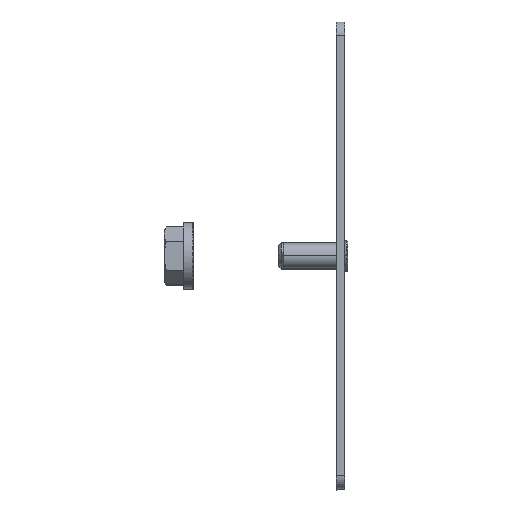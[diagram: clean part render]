
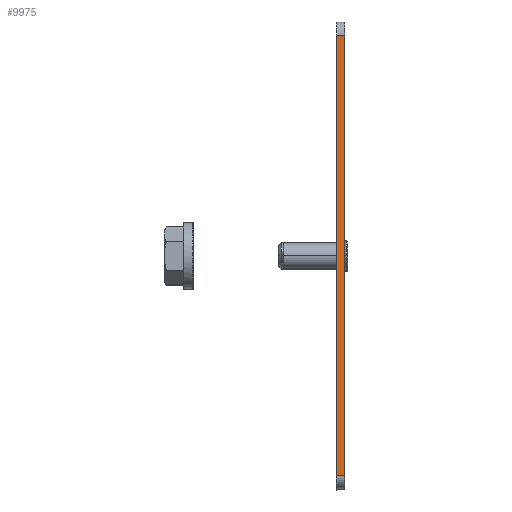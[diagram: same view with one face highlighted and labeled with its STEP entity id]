
A CAD part, top view. The second image highlights one B-rep face of the part: STEP entity #9975.
In plain terms, the highlighted planar face has unit normal (0, 0, 1).
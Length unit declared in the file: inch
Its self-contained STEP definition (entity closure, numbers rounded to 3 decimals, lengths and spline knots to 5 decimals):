
#73 = LINE ( 'NONE', #992, #3684 ) ;
#219 = CARTESIAN_POINT ( 'NONE',  ( 0.0635, -0.33807, -0.01003 ) ) ;
#730 = FACE_OUTER_BOUND ( 'NONE', #7232, .T. ) ;
#992 = CARTESIAN_POINT ( 'NONE',  ( 0., 1.31693, -0.01003 ) ) ;
#1086 = CARTESIAN_POINT ( 'NONE',  ( 0.0635, -0.43807, -0.01003 ) ) ;
#1246 = LINE ( 'NONE', #10830, #10579 ) ;
#1677 = EDGE_CURVE ( 'NONE', #13690, #14031, #1246, .T. ) ;
#1691 = DIRECTION ( 'NONE',  ( -1., 0., 0. ) ) ;
#2002 = LINE ( 'NONE', #1086, #10125 ) ;
#2026 = ORIENTED_EDGE ( 'NONE', *, *, #10419, .T. ) ;
#2085 = DIRECTION ( 'NONE',  ( 0., 1., 0. ) ) ;
#2412 = CARTESIAN_POINT ( 'NONE',  ( 0.0635, 2.97192, -0.01003 ) ) ;
#2423 = ORIENTED_EDGE ( 'NONE', *, *, #6923, .T. ) ;
#3081 = CARTESIAN_POINT ( 'NONE',  ( 0., -0.33807, -0.01003 ) ) ;
#3105 = VERTEX_POINT ( 'NONE', #12629 ) ;
#3684 = VECTOR ( 'NONE', #6481, 39.37008 ) ;
#3927 = VECTOR ( 'NONE', #1691, 39.37008 ) ;
#4010 = PLANE ( 'NONE',  #13462 ) ;
#4050 = CARTESIAN_POINT ( 'NONE',  ( 0., -0.43807, -0.01003 ) ) ;
#4414 = EDGE_CURVE ( 'NONE', #13690, #10673, #2002, .T. ) ;
#4585 = ORIENTED_EDGE ( 'NONE', *, *, #4414, .T. ) ;
#6481 = DIRECTION ( 'NONE',  ( 0., -1., 0. ) ) ;
#6492 = DIRECTION ( 'NONE',  ( -1., 0., 0. ) ) ;
#6923 = EDGE_CURVE ( 'NONE', #3105, #14031, #73, .T. ) ;
#7232 = EDGE_LOOP ( 'NONE', ( #8725, #4585, #2026, #2423 ) ) ;
#8323 = DIRECTION ( 'NONE',  ( 0., 0., 1. ) ) ;
#8725 = ORIENTED_EDGE ( 'NONE', *, *, #1677, .F. ) ;
#9679 = LINE ( 'NONE', #12510, #3927 ) ;
#9975 = ADVANCED_FACE ( 'NONE', ( #730 ), #4010, .T. ) ;
#10125 = VECTOR ( 'NONE', #2085, 39.37008 ) ;
#10419 = EDGE_CURVE ( 'NONE', #10673, #3105, #9679, .T. ) ;
#10579 = VECTOR ( 'NONE', #6492, 39.37008 ) ;
#10673 = VERTEX_POINT ( 'NONE', #2412 ) ;
#10830 = CARTESIAN_POINT ( 'NONE',  ( 0., -0.33807, -0.01003 ) ) ;
#11473 = DIRECTION ( 'NONE',  ( 0., -1., 0. ) ) ;
#12510 = CARTESIAN_POINT ( 'NONE',  ( 0., 2.97192, -0.01003 ) ) ;
#12629 = CARTESIAN_POINT ( 'NONE',  ( 0., 2.97192, -0.01003 ) ) ;
#13462 = AXIS2_PLACEMENT_3D ( 'NONE', #4050, #8323, #11473 ) ;
#13690 = VERTEX_POINT ( 'NONE', #219 ) ;
#14031 = VERTEX_POINT ( 'NONE', #3081 ) ;
